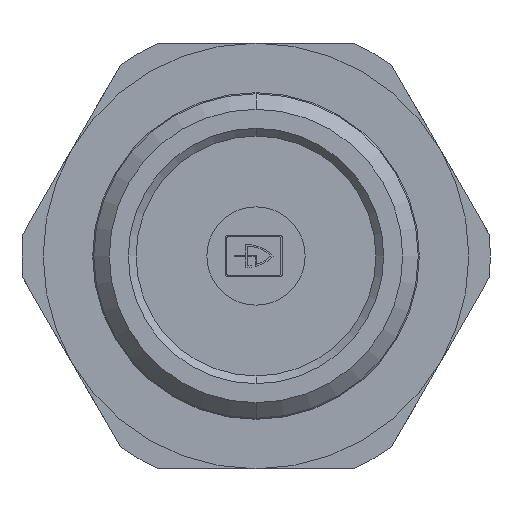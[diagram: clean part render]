
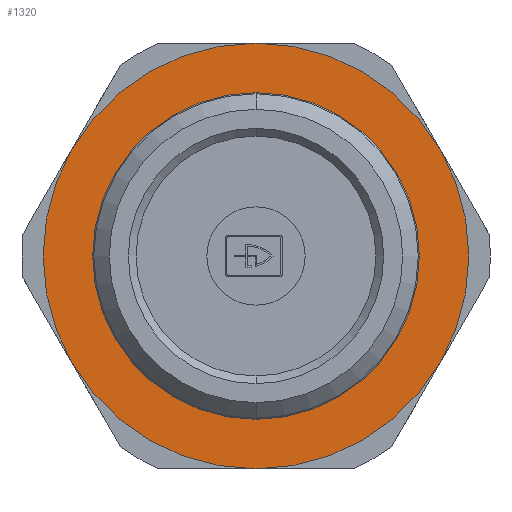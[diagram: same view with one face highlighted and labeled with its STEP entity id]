
A CAD part, front view. The second image highlights one B-rep face of the part: STEP entity #1320.
In plain terms, the highlighted planar face has unit normal (0, -1, 0).
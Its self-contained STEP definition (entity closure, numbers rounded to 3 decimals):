
#1243 = EDGE_LOOP ( 'NONE', ( #1266, #1375 ) ) ;
#1262 = EDGE_CURVE ( 'NONE', #2370, #2508, #9497, .T. ) ;
#1263 = EDGE_LOOP ( 'NONE', ( #1368, #1319 ) ) ;
#1266 = ORIENTED_EDGE ( 'NONE', *, *, #1262, .F. ) ;
#1319 = ORIENTED_EDGE ( 'NONE', *, *, #1388, .T. ) ;
#1320 = ADVANCED_FACE ( 'NONE', ( #9780, #9834 ), #9906, .T. ) ;
#1368 = ORIENTED_EDGE ( 'NONE', *, *, #2511, .T. ) ;
#1375 = ORIENTED_EDGE ( 'NONE', *, *, #2364, .F. ) ;
#1388 = EDGE_CURVE ( 'NONE', #2439, #2505, #11035, .T. ) ;
#2364 = EDGE_CURVE ( 'NONE', #2508, #2370, #3341, .T. ) ;
#2370 = VERTEX_POINT ( 'NONE', #3361 ) ;
#2439 = VERTEX_POINT ( 'NONE', #3925 ) ;
#2505 = VERTEX_POINT ( 'NONE', #4078 ) ;
#2508 = VERTEX_POINT ( 'NONE', #4198 ) ;
#2511 = EDGE_CURVE ( 'NONE', #2505, #2439, #4030, .T. ) ;
#3341 = CIRCLE ( 'NONE', #3396, 21.105 ) ;
#3361 = CARTESIAN_POINT ( 'NONE',  ( 0., -39.958, 21.105 ) ) ;
#3382 = DIRECTION ( 'NONE',  ( 0., 0., -1. ) ) ;
#3383 = DIRECTION ( 'NONE',  ( 0., -1., 0. ) ) ;
#3395 = CARTESIAN_POINT ( 'NONE',  ( 0., -39.958, 0. ) ) ;
#3396 = AXIS2_PLACEMENT_3D ( 'NONE', #3395, #3383, #3382 ) ;
#3925 = CARTESIAN_POINT ( 'NONE',  ( 0., -39.958, 27.5 ) ) ;
#4028 = CARTESIAN_POINT ( 'NONE',  ( 0., -39.958, 0. ) ) ;
#4030 = CIRCLE ( 'NONE', #4199, 27.5 ) ;
#4072 = DIRECTION ( 'NONE',  ( 0., 0., -1. ) ) ;
#4074 = DIRECTION ( 'NONE',  ( 0., -1., 0. ) ) ;
#4078 = CARTESIAN_POINT ( 'NONE',  ( 0., -39.958, -27.5 ) ) ;
#4198 = CARTESIAN_POINT ( 'NONE',  ( 0., -39.958, -21.105 ) ) ;
#4199 = AXIS2_PLACEMENT_3D ( 'NONE', #4028, #4074, #4072 ) ;
#9461 = CARTESIAN_POINT ( 'NONE',  ( 0., -39.958, 0. ) ) ;
#9489 = AXIS2_PLACEMENT_3D ( 'NONE', #9461, #9500, #9499 ) ;
#9497 = CIRCLE ( 'NONE', #9489, 21.105 ) ;
#9499 = DIRECTION ( 'NONE',  ( 0., 0., -1. ) ) ;
#9500 = DIRECTION ( 'NONE',  ( 0., -1., 0. ) ) ;
#9780 = FACE_OUTER_BOUND ( 'NONE', #1263, .T. ) ;
#9834 = FACE_BOUND ( 'NONE', #1243, .T. ) ;
#9906 = PLANE ( 'NONE',  #9947 ) ;
#9947 = AXIS2_PLACEMENT_3D ( 'NONE', #10027, #10077, #9978 ) ;
#9978 = DIRECTION ( 'NONE',  ( 0., 0., -1. ) ) ;
#10027 = CARTESIAN_POINT ( 'NONE',  ( 27.5, -39.958, 0. ) ) ;
#10077 = DIRECTION ( 'NONE',  ( 0., -1., 0. ) ) ;
#10208 = DIRECTION ( 'NONE',  ( 0., 0., -1. ) ) ;
#11024 = DIRECTION ( 'NONE',  ( 0., -1., 0. ) ) ;
#11026 = CARTESIAN_POINT ( 'NONE',  ( 0., -39.958, 0. ) ) ;
#11027 = AXIS2_PLACEMENT_3D ( 'NONE', #11026, #11024, #10208 ) ;
#11035 = CIRCLE ( 'NONE', #11027, 27.5 ) ;
